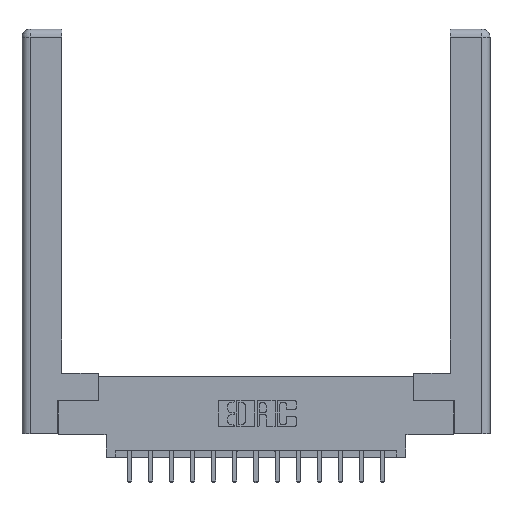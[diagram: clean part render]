
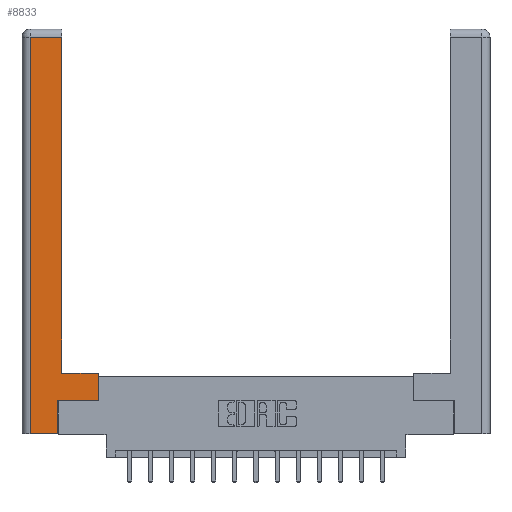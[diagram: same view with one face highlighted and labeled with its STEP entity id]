
A CAD part, top view. The second image highlights one B-rep face of the part: STEP entity #8833.
In plain terms, the highlighted planar face has unit normal (0, 0, 1).
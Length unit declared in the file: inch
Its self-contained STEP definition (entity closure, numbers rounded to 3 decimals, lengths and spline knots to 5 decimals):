
#42 = VERTEX_POINT ( 'NONE', #10148 ) ;
#141 = CARTESIAN_POINT ( 'NONE',  ( 0.295, 0.45, 0. ) ) ;
#590 = LINE ( 'NONE', #12059, #10961 ) ;
#1186 = DIRECTION ( 'NONE',  ( 0., -1., 0. ) ) ;
#1295 = VERTEX_POINT ( 'NONE', #3673 ) ;
#1328 = VERTEX_POINT ( 'NONE', #3501 ) ;
#1561 = VECTOR ( 'NONE', #10551, 39.37008 ) ;
#1587 = VECTOR ( 'NONE', #10609, 39.37008 ) ;
#2115 = ORIENTED_EDGE ( 'NONE', *, *, #7794, .T. ) ;
#2713 = FACE_OUTER_BOUND ( 'NONE', #13001, .T. ) ;
#2732 = ORIENTED_EDGE ( 'NONE', *, *, #11419, .T. ) ;
#3066 = DIRECTION ( 'NONE',  ( 0., 1., 0. ) ) ;
#3309 = CARTESIAN_POINT ( 'NONE',  ( 0.265, 0., 0. ) ) ;
#3501 = CARTESIAN_POINT ( 'NONE',  ( 0.265, 0.245, 0. ) ) ;
#3673 = CARTESIAN_POINT ( 'NONE',  ( 0.565, 0.45, 0. ) ) ;
#3710 = EDGE_CURVE ( 'NONE', #1295, #15782, #12525, .T. ) ;
#3879 = ORIENTED_EDGE ( 'NONE', *, *, #6315, .T. ) ;
#4024 = ORIENTED_EDGE ( 'NONE', *, *, #13054, .T. ) ;
#4312 = EDGE_CURVE ( 'NONE', #42, #5446, #14492, .T. ) ;
#4360 = ORIENTED_EDGE ( 'NONE', *, *, #5211, .T. ) ;
#4463 = AXIS2_PLACEMENT_3D ( 'NONE', #6082, #16541, #13795 ) ;
#4683 = LINE ( 'NONE', #8249, #14209 ) ;
#5211 = EDGE_CURVE ( 'NONE', #7937, #42, #16260, .T. ) ;
#5431 = LINE ( 'NONE', #7907, #1587 ) ;
#5446 = VERTEX_POINT ( 'NONE', #13854 ) ;
#5513 = DIRECTION ( 'NONE',  ( -1., 0., 0. ) ) ;
#6082 = CARTESIAN_POINT ( 'NONE',  ( 0., 0., 0. ) ) ;
#6315 = EDGE_CURVE ( 'NONE', #15782, #16360, #4683, .T. ) ;
#6811 = ORIENTED_EDGE ( 'NONE', *, *, #11909, .T. ) ;
#7434 = PLANE ( 'NONE',  #4463 ) ;
#7794 = EDGE_CURVE ( 'NONE', #1328, #15678, #8854, .T. ) ;
#7907 = CARTESIAN_POINT ( 'NONE',  ( 0.565, 0.45, 0. ) ) ;
#7937 = VERTEX_POINT ( 'NONE', #11677 ) ;
#8029 = VECTOR ( 'NONE', #15111, 39.37008 ) ;
#8249 = CARTESIAN_POINT ( 'NONE',  ( 0.295, 3., 0. ) ) ;
#8392 = VECTOR ( 'NONE', #1186, 39.37008 ) ;
#8833 = ADVANCED_FACE ( 'NONE', ( #2713 ), #7434, .F. ) ;
#8854 = LINE ( 'NONE', #13990, #8029 ) ;
#9255 = ORIENTED_EDGE ( 'NONE', *, *, #3710, .T. ) ;
#10148 = CARTESIAN_POINT ( 'NONE',  ( 0.0615, 0., 0. ) ) ;
#10551 = DIRECTION ( 'NONE',  ( -1., 0., 0. ) ) ;
#10609 = DIRECTION ( 'NONE',  ( 0., 1., 0. ) ) ;
#10821 = CARTESIAN_POINT ( 'NONE',  ( 0.295, 0.45, 0. ) ) ;
#10961 = VECTOR ( 'NONE', #5513, 39.37008 ) ;
#11031 = DIRECTION ( 'NONE',  ( 1., 0., 0. ) ) ;
#11046 = DIRECTION ( 'NONE',  ( 0., 1., 0. ) ) ;
#11077 = VECTOR ( 'NONE', #11031, 39.37008 ) ;
#11111 = LINE ( 'NONE', #13311, #13719 ) ;
#11419 = EDGE_CURVE ( 'NONE', #16360, #7937, #590, .T. ) ;
#11567 = CARTESIAN_POINT ( 'NONE',  ( 0.0615, 0., 0. ) ) ;
#11677 = CARTESIAN_POINT ( 'NONE',  ( 0.0615, 2.94, 0. ) ) ;
#11909 = EDGE_CURVE ( 'NONE', #15678, #1295, #5431, .T. ) ;
#12059 = CARTESIAN_POINT ( 'NONE',  ( 0.0615, 2.94, 0. ) ) ;
#12525 = LINE ( 'NONE', #141, #1561 ) ;
#13001 = EDGE_LOOP ( 'NONE', ( #3879, #2732, #4360, #13755, #4024, #2115, #6811, #9255 ) ) ;
#13054 = EDGE_CURVE ( 'NONE', #5446, #1328, #11111, .T. ) ;
#13311 = CARTESIAN_POINT ( 'NONE',  ( 0.265, 0.245, 0. ) ) ;
#13719 = VECTOR ( 'NONE', #3066, 39.37008 ) ;
#13755 = ORIENTED_EDGE ( 'NONE', *, *, #4312, .T. ) ;
#13795 = DIRECTION ( 'NONE',  ( -1., 0., 0. ) ) ;
#13854 = CARTESIAN_POINT ( 'NONE',  ( 0.265, 0., 0. ) ) ;
#13990 = CARTESIAN_POINT ( 'NONE',  ( 0.565, 0.245, 0. ) ) ;
#14209 = VECTOR ( 'NONE', #11046, 39.37008 ) ;
#14432 = CARTESIAN_POINT ( 'NONE',  ( 0.565, 0.245, 0. ) ) ;
#14492 = LINE ( 'NONE', #3309, #11077 ) ;
#15111 = DIRECTION ( 'NONE',  ( 1., 0., 0. ) ) ;
#15192 = CARTESIAN_POINT ( 'NONE',  ( 0.295, 2.94, 0. ) ) ;
#15678 = VERTEX_POINT ( 'NONE', #14432 ) ;
#15782 = VERTEX_POINT ( 'NONE', #10821 ) ;
#16260 = LINE ( 'NONE', #11567, #8392 ) ;
#16360 = VERTEX_POINT ( 'NONE', #15192 ) ;
#16541 = DIRECTION ( 'NONE',  ( 0., 0., -1. ) ) ;
